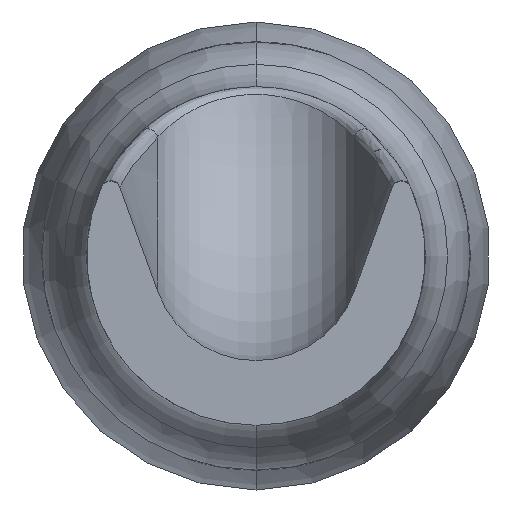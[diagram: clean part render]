
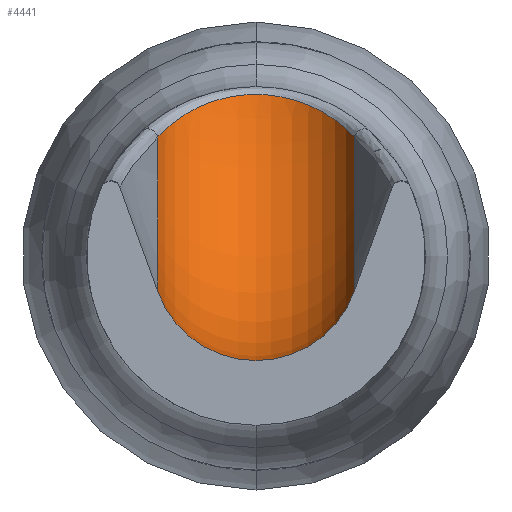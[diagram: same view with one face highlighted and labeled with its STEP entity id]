
A CAD part, front view. The second image highlights one B-rep face of the part: STEP entity #4441.
In plain terms, the highlighted toroidal (fillet/blend) face has major radius 0.492 mm and minor radius 0.21 mm.
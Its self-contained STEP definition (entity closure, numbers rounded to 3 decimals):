
#134 = ORIENTED_EDGE ( 'NONE', *, *, #1980, .T. ) ;
#277 = VERTEX_POINT ( 'NONE', #4289 ) ;
#418 = CARTESIAN_POINT ( 'NONE',  ( 0.163, -14.908, 0.273 ) ) ;
#421 = ORIENTED_EDGE ( 'NONE', *, *, #574, .T. ) ;
#433 = CARTESIAN_POINT ( 'NONE',  ( 0., -15.5, -0.21 ) ) ;
#450 = FACE_OUTER_BOUND ( 'NONE', #2497, .T. ) ;
#570 = CIRCLE ( 'NONE', #4548, 0.563 ) ;
#574 = EDGE_CURVE ( 'Defeature ausgef�hrt1_34+Defeature ausgef�hrt1_42+Defeature ausgef�hrt1_35+Defeature ausgef�hrt1_36', #277, #789, #3535, .T. ) ;
#663 = VERTEX_POINT ( 'NONE', #3011 ) ;
#778 = CARTESIAN_POINT ( 'NONE',  ( 0.197, -14.996, 0.239 ) ) ;
#789 = VERTEX_POINT ( 'NONE', #2752 ) ;
#1080 = CARTESIAN_POINT ( 'NONE',  ( -0.05, -14.819, 0.325 ) ) ;
#1205 = DIRECTION ( 'NONE',  ( 1., 0., 0. ) ) ;
#1227 = CARTESIAN_POINT ( 'NONE',  ( 0., -15.5, 0. ) ) ;
#1375 = AXIS2_PLACEMENT_3D ( 'NONE', #2321, #1205, #4133 ) ;
#1532 = DIRECTION ( 'NONE',  ( 0., -1., 0. ) ) ;
#1617 = VERTEX_POINT ( 'NONE', #433 ) ;
#1634 = EDGE_CURVE ( 'Defeature ausgef�hrt1_34+Defeature ausgef�hrt1_33+Defeature ausgef�hrt1_36+Defeature ausgef�hrt1_35', #1617, #663, #2911, .T. ) ;
#1980 = EDGE_CURVE ( 'Defeature ausgef�hrt1_34+Defeature ausgef�hrt1_35+Defeature ausgef�hrt1_33+Defeature ausgef�hrt1_42', #663, #277, #4335, .T. ) ;
#2052 = CIRCLE ( 'NONE', #2822, 0.21 ) ;
#2170 = TOROIDAL_SURFACE ( 'NONE', #1375, 0.492, 0.21 ) ;
#2212 = CARTESIAN_POINT ( 'NONE',  ( -0.163, -14.908, 0.273 ) ) ;
#2250 = ORIENTED_EDGE ( 'NONE', *, *, #1634, .T. ) ;
#2321 = CARTESIAN_POINT ( 'NONE',  ( 0., -15.5, 0.492 ) ) ;
#2328 = CARTESIAN_POINT ( 'NONE',  ( 0., -15.5, 0. ) ) ;
#2497 = EDGE_LOOP ( 'NONE', ( #134, #421, #3167, #3721, #2250 ) ) ;
#2506 = AXIS2_PLACEMENT_3D ( 'NONE', #3611, #3970, #2878 ) ;
#2541 = CARTESIAN_POINT ( 'NONE',  ( -0.097, -14.842, 0.309 ) ) ;
#2752 = CARTESIAN_POINT ( 'NONE',  ( -0.197, -14.996, 0.239 ) ) ;
#2822 = AXIS2_PLACEMENT_3D ( 'NONE', #2328, #1532, #3368 ) ;
#2878 = DIRECTION ( 'NONE',  ( 0., 0., -1. ) ) ;
#2911 = CIRCLE ( 'NONE', #3488, 0.21 ) ;
#3011 = CARTESIAN_POINT ( 'NONE',  ( 0.197, -15.5, -0.072 ) ) ;
#3167 = ORIENTED_EDGE ( 'NONE', *, *, #4377, .F. ) ;
#3354 = VERTEX_POINT ( 'NONE', #4136 ) ;
#3368 = DIRECTION ( 'NONE',  ( 0., 0., -1. ) ) ;
#3376 = DIRECTION ( 'NONE',  ( 0., 0., -1. ) ) ;
#3488 = AXIS2_PLACEMENT_3D ( 'NONE', #1227, #4152, #4103 ) ;
#3535 = B_SPLINE_CURVE_WITH_KNOTS ( 'NONE', 3,
 ( #778, #3681, #418, #4383, #4014, #1080, #2541, #2212, #3995, #4733 ),
 .UNSPECIFIED., .F., .F.,
 ( 4, 2, 2, 2, 4 ),
 ( 0., 0., 0., 0., 0.001 ),
 .UNSPECIFIED. ) ;
#3611 = CARTESIAN_POINT ( 'NONE',  ( 0.197, -15.5, 0.492 ) ) ;
#3681 = CARTESIAN_POINT ( 'NONE',  ( 0.184, -14.95, 0.253 ) ) ;
#3721 = ORIENTED_EDGE ( 'NONE', *, *, #4064, .T. ) ;
#3970 = DIRECTION ( 'NONE',  ( 1., 0., 0. ) ) ;
#3995 = CARTESIAN_POINT ( 'NONE',  ( -0.184, -14.95, 0.253 ) ) ;
#4014 = CARTESIAN_POINT ( 'NONE',  ( 0.05, -14.818, 0.325 ) ) ;
#4064 = EDGE_CURVE ( 'Defeature ausgef�hrt1_34+Defeature ausgef�hrt1_33+Defeature ausgef�hrt1_36+Defeature ausgef�hrt1_35', #3354, #1617, #2052, .T. ) ;
#4086 = DIRECTION ( 'NONE',  ( 1., 0., 0. ) ) ;
#4103 = DIRECTION ( 'NONE',  ( 0., 0., -1. ) ) ;
#4133 = DIRECTION ( 'NONE',  ( 0., 0., -1. ) ) ;
#4136 = CARTESIAN_POINT ( 'NONE',  ( -0.197, -15.5, -0.072 ) ) ;
#4152 = DIRECTION ( 'NONE',  ( 0., -1., 0. ) ) ;
#4289 = CARTESIAN_POINT ( 'NONE',  ( 0.197, -14.996, 0.239 ) ) ;
#4335 = CIRCLE ( 'NONE', #2506, 0.563 ) ;
#4377 = EDGE_CURVE ( 'Defeature ausgef�hrt1_36+Defeature ausgef�hrt1_34+Defeature ausgef�hrt1_32+Defeature ausgef�hrt1_41', #3354, #789, #570, .T. ) ;
#4383 = CARTESIAN_POINT ( 'NONE',  ( 0.097, -14.842, 0.309 ) ) ;
#4441 = ADVANCED_FACE ( 'Defeature ausgef�hrt1_34', ( #450 ), #2170, .F. ) ;
#4489 = CARTESIAN_POINT ( 'NONE',  ( -0.197, -15.5, 0.492 ) ) ;
#4548 = AXIS2_PLACEMENT_3D ( 'NONE', #4489, #4086, #3376 ) ;
#4733 = CARTESIAN_POINT ( 'NONE',  ( -0.197, -14.996, 0.239 ) ) ;
